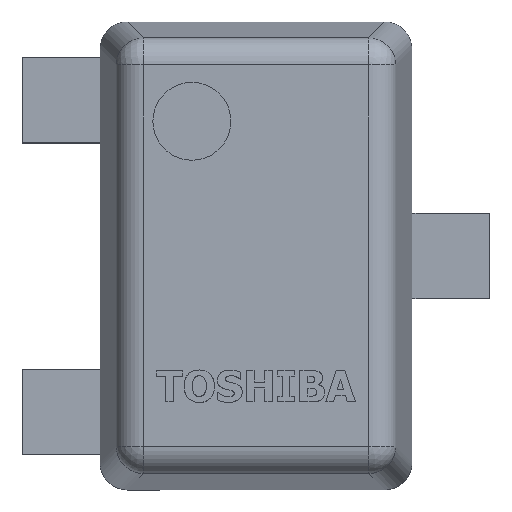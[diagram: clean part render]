
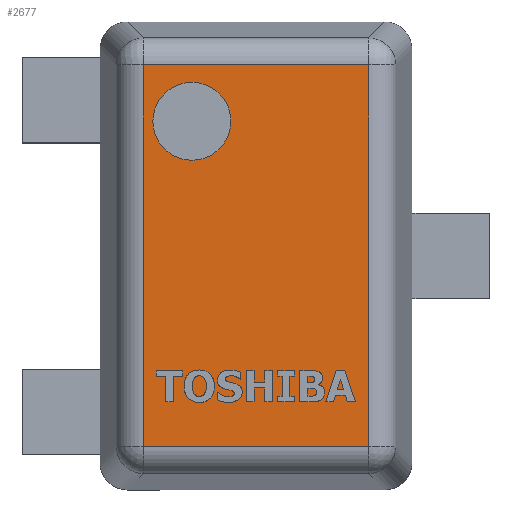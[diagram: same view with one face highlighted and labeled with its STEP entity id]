
A CAD part, top view. The second image highlights one B-rep face of the part: STEP entity #2677.
In plain terms, the highlighted planar face has unit normal (0, 0, 1).
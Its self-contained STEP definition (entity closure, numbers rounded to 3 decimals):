
#199=PLANE('',#2989);
#310=LINE('',#3720,#588);
#314=LINE('',#3743,#592);
#318=LINE('',#3756,#596);
#322=LINE('',#3762,#600);
#588=VECTOR('',#3134,10.);
#592=VECTOR('',#3158,10.);
#596=VECTOR('',#3174,10.);
#600=VECTOR('',#3182,10.);
#896=FACE_OUTER_BOUND('',#1055,.T.);
#1055=EDGE_LOOP('',(#1967,#1968,#1969,#1970));
#1218=VERTEX_POINT('',#3686);
#1228=VERTEX_POINT('',#3707);
#1238=VERTEX_POINT('',#3735);
#1241=VERTEX_POINT('',#3748);
#1491=EDGE_CURVE('',#1218,#1228,#310,.T.);
#1502=EDGE_CURVE('',#1238,#1218,#314,.T.);
#1509=EDGE_CURVE('',#1241,#1238,#318,.T.);
#1513=EDGE_CURVE('',#1228,#1241,#322,.T.);
#1967=ORIENTED_EDGE('',*,*,#1491,.F.);
#1968=ORIENTED_EDGE('',*,*,#1502,.F.);
#1969=ORIENTED_EDGE('',*,*,#1509,.F.);
#1970=ORIENTED_EDGE('',*,*,#1513,.F.);
#2677=ADVANCED_FACE('',(#896),#199,.T.);
#2989=AXIS2_PLACEMENT_3D('',#3802,#3228,#3229);
#3134=DIRECTION('',(1.,0.,0.));
#3158=DIRECTION('',(0.,1.,0.));
#3174=DIRECTION('',(-1.,0.,0.));
#3182=DIRECTION('',(0.,-1.,0.));
#3228=DIRECTION('center_axis',(0.,0.,1.));
#3229=DIRECTION('ref_axis',(1.,0.,0.));
#3686=CARTESIAN_POINT('',(-0.489,0.289,0.54));
#3707=CARTESIAN_POINT('',(0.489,0.289,0.54));
#3720=CARTESIAN_POINT('',(0.15,0.289,0.54));
#3735=CARTESIAN_POINT('',(-0.489,-0.289,0.54));
#3743=CARTESIAN_POINT('',(-0.489,0.1,0.54));
#3748=CARTESIAN_POINT('',(0.489,-0.289,0.54));
#3756=CARTESIAN_POINT('',(-0.15,-0.289,0.54));
#3762=CARTESIAN_POINT('',(0.489,-0.1,0.54));
#3802=CARTESIAN_POINT('Origin',(0.,0.,
0.54));
